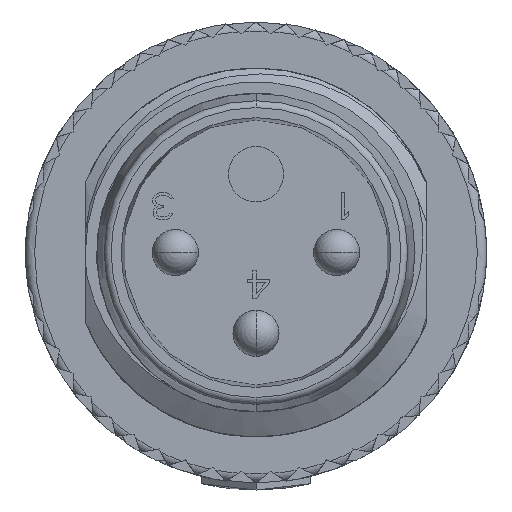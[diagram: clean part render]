
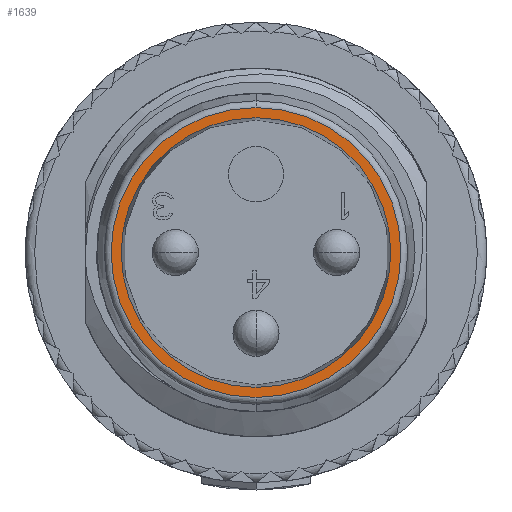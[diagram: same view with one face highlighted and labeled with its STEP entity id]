
A CAD part, front view. The second image highlights one B-rep face of the part: STEP entity #1639.
In plain terms, the highlighted planar face has unit normal (0, -1, 0).
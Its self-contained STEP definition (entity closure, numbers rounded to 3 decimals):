
#1639=ADVANCED_FACE('',(#4534,#4535),#4536,.T.);
#2281=EDGE_CURVE('',#5513,#5514,#5515,.T.);
#2287=EDGE_CURVE('',#5513,#5514,#5521,.T.);
#2289=EDGE_CURVE('',#5523,#5524,#5525,.T.);
#2291=EDGE_CURVE('',#5523,#5524,#5527,.T.);
#4534=FACE_OUTER_BOUND('',#8526,.T.);
#4535=FACE_BOUND('',#8527,.T.);
#4536=PLANE('',#8528);
#5513=VERTEX_POINT('',#11994);
#5514=VERTEX_POINT('',#11995);
#5515=CIRCLE('',#11996,2.925);
#5521=CIRCLE('',#12007,2.925);
#5523=VERTEX_POINT('',#12010);
#5524=VERTEX_POINT('',#12011);
#5525=CIRCLE('',#12012,3.143);
#5527=CIRCLE('',#12015,3.143);
#8526=EDGE_LOOP('',(#25205,#25206));
#8527=EDGE_LOOP('',(#25207,#25208));
#8528=AXIS2_PLACEMENT_3D('',#25209,#25210,#25211);
#11994=CARTESIAN_POINT('',(0.0,-12.8,2.925));
#11995=CARTESIAN_POINT('',(0.0,-12.8,-2.925));
#11996=AXIS2_PLACEMENT_3D('',#27344,#27345,#27346);
#12007=AXIS2_PLACEMENT_3D('',#27349,#27350,#27351);
#12010=CARTESIAN_POINT('',(0.0,-12.8,3.143));
#12011=CARTESIAN_POINT('',(0.0,-12.8,-3.143));
#12012=AXIS2_PLACEMENT_3D('',#27352,#27353,#27354);
#12015=AXIS2_PLACEMENT_3D('',#27355,#27356,#27357);
#25205=ORIENTED_EDGE('',*,*,#2289,.F.);
#25206=ORIENTED_EDGE('',*,*,#2291,.T.);
#25207=ORIENTED_EDGE('',*,*,#2281,.F.);
#25208=ORIENTED_EDGE('',*,*,#2287,.T.);
#25209=CARTESIAN_POINT('',(0.0,-12.8,0.0));
#25210=DIRECTION('',(0.0,-1.0,0.0));
#25211=DIRECTION('',(0.0,0.0,-1.0));
#27344=CARTESIAN_POINT('',(0.0,-12.8,0.0));
#27345=DIRECTION('',(0.0,-1.0,0.0));
#27346=DIRECTION('',(0.0,0.0,1.0));
#27349=CARTESIAN_POINT('',(0.0,-12.8,0.0));
#27350=DIRECTION('',(0.0,1.0,0.0));
#27351=DIRECTION('',(0.0,0.0,1.0));
#27352=CARTESIAN_POINT('',(0.0,-12.8,0.0));
#27353=DIRECTION('',(0.0,1.0,0.0));
#27354=DIRECTION('',(0.0,0.0,1.0));
#27355=CARTESIAN_POINT('',(0.0,-12.8,0.0));
#27356=DIRECTION('',(0.0,-1.0,0.0));
#27357=DIRECTION('',(0.0,0.0,1.0));
